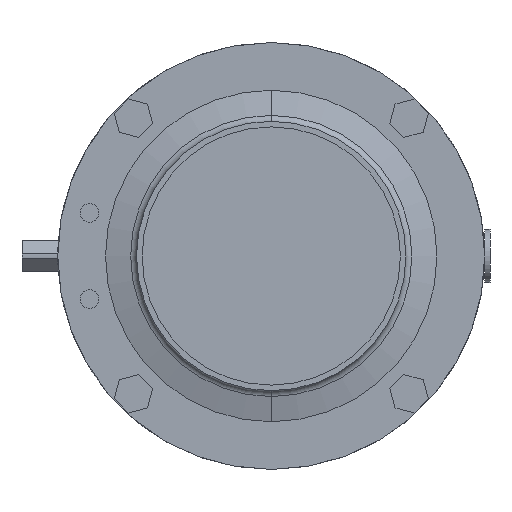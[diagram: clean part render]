
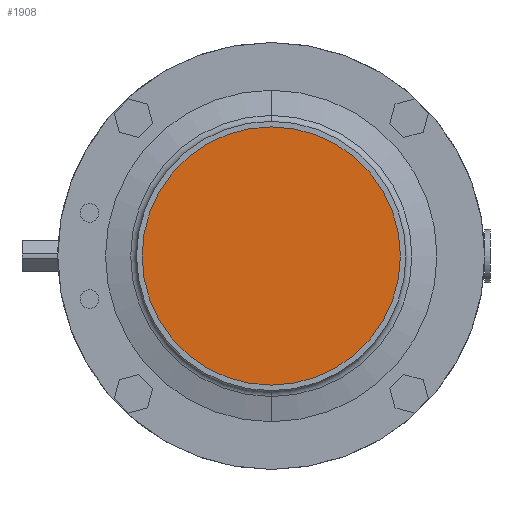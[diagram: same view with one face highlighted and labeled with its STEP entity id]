
A CAD part, left-side view. The second image highlights one B-rep face of the part: STEP entity #1908.
In plain terms, the highlighted face is planar.
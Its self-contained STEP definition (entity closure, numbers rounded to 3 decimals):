
#77 = FACE_OUTER_BOUND ( 'NONE', #140, .T. ) ;
#140 = EDGE_LOOP ( 'NONE', ( #1340, #1135 ) ) ;
#166 = DIRECTION ( 'NONE',  ( 0., 0., 1. ) ) ;
#291 = DIRECTION ( 'NONE',  ( -1., 0., 0. ) ) ;
#816 = CIRCLE ( 'NONE', #1799, 48.7 ) ;
#961 = VERTEX_POINT ( 'NONE', #1157 ) ;
#1012 = PLANE ( 'NONE',  #1413 ) ;
#1045 = CARTESIAN_POINT ( 'NONE',  ( 10., 0., 48.7 ) ) ;
#1135 = ORIENTED_EDGE ( 'NONE', *, *, #1440, .F. ) ;
#1144 = DIRECTION ( 'NONE',  ( 0., 0., 1. ) ) ;
#1157 = CARTESIAN_POINT ( 'NONE',  ( 10., 0., -48.7 ) ) ;
#1340 = ORIENTED_EDGE ( 'NONE', *, *, #2135, .F. ) ;
#1348 = CARTESIAN_POINT ( 'NONE',  ( 10., 0., 0. ) ) ;
#1368 = CARTESIAN_POINT ( 'NONE',  ( 10., 48.7, 0. ) ) ;
#1383 = CIRCLE ( 'NONE', #1561, 48.7 ) ;
#1413 = AXIS2_PLACEMENT_3D ( 'NONE', #1368, #291, #1703 ) ;
#1440 = EDGE_CURVE ( 'NONE', #961, #2103, #1383, .T. ) ;
#1561 = AXIS2_PLACEMENT_3D ( 'NONE', #1348, #1892, #1144 ) ;
#1600 = CARTESIAN_POINT ( 'NONE',  ( 10., 0., 0. ) ) ;
#1703 = DIRECTION ( 'NONE',  ( 0., 0., 1. ) ) ;
#1799 = AXIS2_PLACEMENT_3D ( 'NONE', #1600, #1967, #166 ) ;
#1892 = DIRECTION ( 'NONE',  ( -1., 0., 0. ) ) ;
#1908 = ADVANCED_FACE ( 'NONE', ( #77 ), #1012, .F. ) ;
#1967 = DIRECTION ( 'NONE',  ( -1., 0., 0. ) ) ;
#2103 = VERTEX_POINT ( 'NONE', #1045 ) ;
#2135 = EDGE_CURVE ( 'NONE', #2103, #961, #816, .T. ) ;
